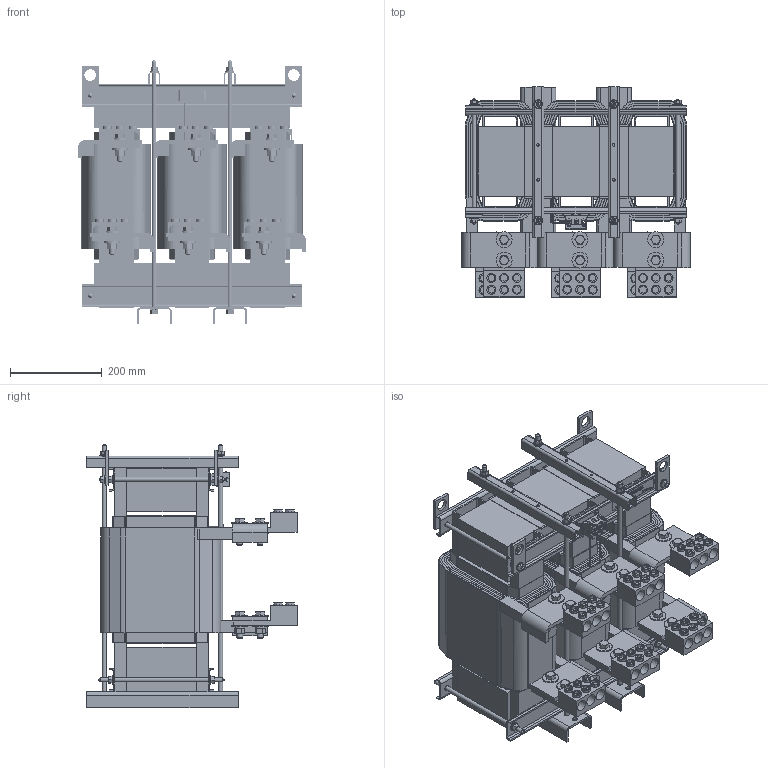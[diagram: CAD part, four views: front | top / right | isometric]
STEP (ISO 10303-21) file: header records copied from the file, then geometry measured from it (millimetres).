
FILE_DESCRIPTION(/* description */ (''),/* implementation_level */ '2;1');
FILE_NAME(/* name */ 'KLRUL960APTMG.stp',/* time_stamp */ '2020-03-10T13:32:43-05:00',/* author */ ('jnelson'),/* organization */ (''),/* preprocessor_version */ 'ST-DEVELOPER v17',/* originating_system */ 'Autodesk Inventor 2019',/* authorisation */ '');
FILE_SCHEMA (('AUTOMOTIVE_DESIGN { 1 0 10303 214 3 1 1 }'));
Length unit declared in the file: inch
Products named in the file (43): KLRUL960APTMG; KTRMG960A; 26328; 15136; 26552; 4841; 22215; 4948; 4132; 30097- LARGE  BLANK  (REACTOR); 25259; 14965; 4214-25259 core; 26448; 26438; 25259 coil; 23571; 29477-KTRMG362AMSX1; 28453; 28453_1; 11923insert; 11923-1; 11923-2; 11923-3; 31733; 31003 - Bracket; KTRMG960A TS LEAD 2; KTRMG960A TS LEAD 2A; KTRMG960A TS LEAD 1A; KTRMG960A TS LEAD 1; 11626 AND 1509; 1509; 11626; 31615; 27581; 4947; 11443; 1610 AND 1511 AND 1512; 1610; 1511 ...
Assembly tree (149 placements, depth 5):
  KLRUL960APTMG
    KTRMG960A
      26328  x2
      15136  x2
      26552  x2
      4841  x2
      4947  x3
      22215  x4
      4948  x4
      4132  x4
      11626  x4
      30097- LARGE  BLANK  (REACTOR)
      25259  x3
        14965
        4214-25259 core
        26448
        26438
        25259 coil
      23571  x6
      29477-KTRMG362AMSX1
      28453
        28453_1
        11923insert  x3
          11923-1
          11923-2
          11923-3
      31733
        4947
        31003 - Bracket
      KTRMG960A TS LEAD 2
      KTRMG960A TS LEAD 2A
      KTRMG960A TS LEAD 1A
      KTRMG960A TS LEAD 1
      11626 AND 1509  x16
        1509
        11626
      31615
      27581  x2
    11443  x6
    1610 AND 1511 AND 1512  x12
      1610
      1512
      1511
    10251 AND 1512  x12
      10251
      1512
Bounding box: 498.52 x 459.21 x 575.66 mm (x, y, z)
Volume: 41717461.2 mm3; surface area: 12650772.2 mm2
Topology: 266 solids, 266 shells, 5673 faces, 14468 edges, 9428 vertices
Faces by surface type: plane 3187, cylinder 2178, bspline 198, cone 54, torus 52, sphere 4
Full cylindrical faces by diameter (mm): 1.524 x10, 4.166 x2, 4.496 x6, 4.724 x2, 5.436 x2, 5.69 x4, 5.867 x6, 7.01 x6, 7.798 x20, 9.525 x24, 11.112 x4, 11.176 x24, 12.7 x24, 13.462 x12, 14.224 x24, 14.287 x12, 14.351 x24, 19.05 x52, 25.4 x22, 35.052 x24
Entity records: 48064 total; most frequent: CARTESIAN_POINT 11089, ORIENTED_EDGE 7504, DIRECTION 6923, EDGE_CURVE 3752, LINE 2557, VECTOR 2557, VERTEX_POINT 2470, AXIS2_PLACEMENT_3D 2183
